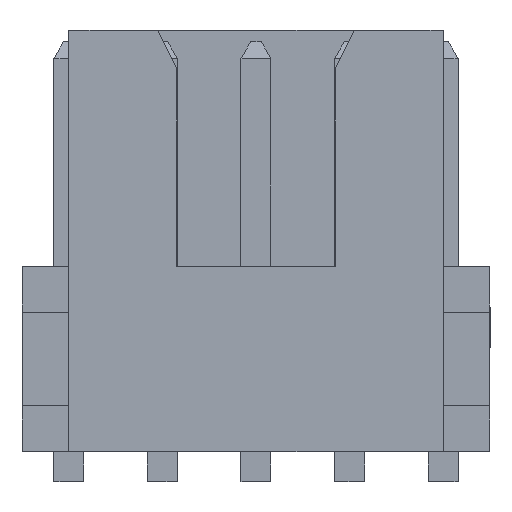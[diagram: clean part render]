
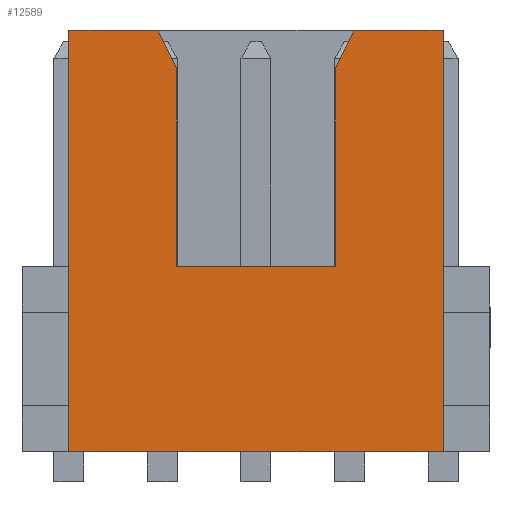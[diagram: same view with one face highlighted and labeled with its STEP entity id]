
A CAD part, front view. The second image highlights one B-rep face of the part: STEP entity #12589.
In plain terms, the highlighted planar face has unit normal (0, -1, 0).
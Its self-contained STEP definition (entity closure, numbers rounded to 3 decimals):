
#210 = VECTOR ( 'NONE', #8495, 1000. ) ;
#740 = VERTEX_POINT ( 'NONE', #15063 ) ;
#825 = DIRECTION ( 'NONE',  ( -1., 0., 0. ) ) ;
#870 = VECTOR ( 'NONE', #14102, 1000. ) ;
#1019 = EDGE_CURVE ( 'NONE', #5763, #11516, #7986, .T. ) ;
#1087 = CARTESIAN_POINT ( 'NONE',  ( -2.54, -2.54, 5.715 ) ) ;
#1167 = EDGE_CURVE ( 'NONE', #5824, #25246, #11659, .T. ) ;
#1526 = CARTESIAN_POINT ( 'NONE',  ( -2.54, -2.54, 0.127 ) ) ;
#1824 = CARTESIAN_POINT ( 'NONE',  ( 2.54, -2.54, 0. ) ) ;
#2383 = CARTESIAN_POINT ( 'NONE',  ( 2.54, -2.54, 0. ) ) ;
#2710 = CARTESIAN_POINT ( 'NONE',  ( 2.54, -2.54, 5.715 ) ) ;
#3316 = EDGE_CURVE ( 'NONE', #20696, #14325, #7070, .T. ) ;
#3642 = ORIENTED_EDGE ( 'NONE', *, *, #14918, .F. ) ;
#3705 = VERTEX_POINT ( 'NONE', #12050 ) ;
#4340 = EDGE_CURVE ( 'NONE', #11516, #10638, #4828, .T. ) ;
#4448 = VECTOR ( 'NONE', #825, 1000. ) ;
#4828 = LINE ( 'NONE', #12738, #210 ) ;
#4898 = VECTOR ( 'NONE', #10419, 1000. ) ;
#5763 = VERTEX_POINT ( 'NONE', #19355 ) ;
#5824 = VERTEX_POINT ( 'NONE', #9668 ) ;
#6158 = CARTESIAN_POINT ( 'NONE',  ( 1.676, -2.54, -0.305 ) ) ;
#6256 = EDGE_CURVE ( 'NONE', #14325, #3705, #23743, .T. ) ;
#6644 = LINE ( 'NONE', #20829, #11030 ) ;
#7019 = EDGE_CURVE ( 'NONE', #25246, #5763, #6644, .T. ) ;
#7037 = DIRECTION ( 'NONE',  ( 0., 0., -1. ) ) ;
#7061 = ORIENTED_EDGE ( 'NONE', *, *, #6256, .T. ) ;
#7070 = LINE ( 'NONE', #11675, #22611 ) ;
#7327 = DIRECTION ( 'NONE',  ( -0.447, 0., -0.894 ) ) ;
#7689 = AXIS2_PLACEMENT_3D ( 'NONE', #10702, #20654, #22758 ) ;
#7986 = LINE ( 'NONE', #8372, #870 ) ;
#8372 = CARTESIAN_POINT ( 'NONE',  ( 2.54, -2.54, 2.515 ) ) ;
#8495 = DIRECTION ( 'NONE',  ( 0., 0., 1. ) ) ;
#9668 = CARTESIAN_POINT ( 'NONE',  ( 1.334, -2.54, 5.715 ) ) ;
#9831 = VECTOR ( 'NONE', #22074, 1000. ) ;
#10419 = DIRECTION ( 'NONE',  ( -1., 0., 0. ) ) ;
#10638 = VERTEX_POINT ( 'NONE', #18359 ) ;
#10702 = CARTESIAN_POINT ( 'NONE',  ( 2.54, -2.54, 0.127 ) ) ;
#11030 = VECTOR ( 'NONE', #7037, 1000. ) ;
#11114 = EDGE_LOOP ( 'NONE', ( #24107, #16345, #21615, #7061, #13035, #3642, #16323, #25539, #18801, #16311 ) ) ;
#11268 = VERTEX_POINT ( 'NONE', #1824 ) ;
#11516 = VERTEX_POINT ( 'NONE', #16074 ) ;
#11529 = CARTESIAN_POINT ( 'NONE',  ( -0.66, -2.54, 1.727 ) ) ;
#11542 = DIRECTION ( 'NONE',  ( 0., 0., -1. ) ) ;
#11659 = LINE ( 'NONE', #11529, #22055 ) ;
#11675 = CARTESIAN_POINT ( 'NONE',  ( 2.54, -2.54, 5.715 ) ) ;
#12050 = CARTESIAN_POINT ( 'NONE',  ( -2.54, -2.54, 0. ) ) ;
#12589 = ADVANCED_FACE ( 'NONE', ( #12684 ), #22887, .T. ) ;
#12684 = FACE_OUTER_BOUND ( 'NONE', #11114, .T. ) ;
#12738 = CARTESIAN_POINT ( 'NONE',  ( -1.079, -2.54, 0.127 ) ) ;
#13035 = ORIENTED_EDGE ( 'NONE', *, *, #15527, .F. ) ;
#13211 = EDGE_CURVE ( 'NONE', #10638, #20696, #26018, .T. ) ;
#13643 = CARTESIAN_POINT ( 'NONE',  ( 1.079, -2.54, 5.207 ) ) ;
#14102 = DIRECTION ( 'NONE',  ( -1., 0., 0. ) ) ;
#14158 = VECTOR ( 'NONE', #11542, 1000. ) ;
#14325 = VERTEX_POINT ( 'NONE', #1087 ) ;
#14411 = LINE ( 'NONE', #2383, #4898 ) ;
#14918 = EDGE_CURVE ( 'NONE', #740, #11268, #20727, .T. ) ;
#15063 = CARTESIAN_POINT ( 'NONE',  ( 2.54, -2.54, 5.715 ) ) ;
#15185 = EDGE_CURVE ( 'NONE', #740, #5824, #25291, .T. ) ;
#15527 = EDGE_CURVE ( 'NONE', #11268, #3705, #14411, .T. ) ;
#16074 = CARTESIAN_POINT ( 'NONE',  ( -1.079, -2.54, 2.515 ) ) ;
#16311 = ORIENTED_EDGE ( 'NONE', *, *, #1019, .T. ) ;
#16323 = ORIENTED_EDGE ( 'NONE', *, *, #15185, .T. ) ;
#16345 = ORIENTED_EDGE ( 'NONE', *, *, #13211, .T. ) ;
#16751 = DIRECTION ( 'NONE',  ( 0., 0., -1. ) ) ;
#17957 = VECTOR ( 'NONE', #16751, 1000. ) ;
#18295 = CARTESIAN_POINT ( 'NONE',  ( -1.334, -2.54, 5.715 ) ) ;
#18359 = CARTESIAN_POINT ( 'NONE',  ( -1.079, -2.54, 5.207 ) ) ;
#18801 = ORIENTED_EDGE ( 'NONE', *, *, #7019, .T. ) ;
#19355 = CARTESIAN_POINT ( 'NONE',  ( 1.079, -2.54, 2.515 ) ) ;
#20654 = DIRECTION ( 'NONE',  ( 0., -1., 0. ) ) ;
#20696 = VERTEX_POINT ( 'NONE', #18295 ) ;
#20727 = LINE ( 'NONE', #22964, #17957 ) ;
#20829 = CARTESIAN_POINT ( 'NONE',  ( 1.079, -2.54, 0.127 ) ) ;
#21501 = DIRECTION ( 'NONE',  ( -1., 0., 0. ) ) ;
#21615 = ORIENTED_EDGE ( 'NONE', *, *, #3316, .T. ) ;
#22055 = VECTOR ( 'NONE', #7327, 1000. ) ;
#22074 = DIRECTION ( 'NONE',  ( -0.447, 0., 0.894 ) ) ;
#22611 = VECTOR ( 'NONE', #21501, 1000. ) ;
#22758 = DIRECTION ( 'NONE',  ( 1., 0., 0. ) ) ;
#22887 = PLANE ( 'NONE',  #7689 ) ;
#22964 = CARTESIAN_POINT ( 'NONE',  ( 2.54, -2.54, 0.127 ) ) ;
#23743 = LINE ( 'NONE', #1526, #14158 ) ;
#24107 = ORIENTED_EDGE ( 'NONE', *, *, #4340, .T. ) ;
#25246 = VERTEX_POINT ( 'NONE', #13643 ) ;
#25291 = LINE ( 'NONE', #2710, #4448 ) ;
#25539 = ORIENTED_EDGE ( 'NONE', *, *, #1167, .T. ) ;
#26018 = LINE ( 'NONE', #6158, #9831 ) ;
